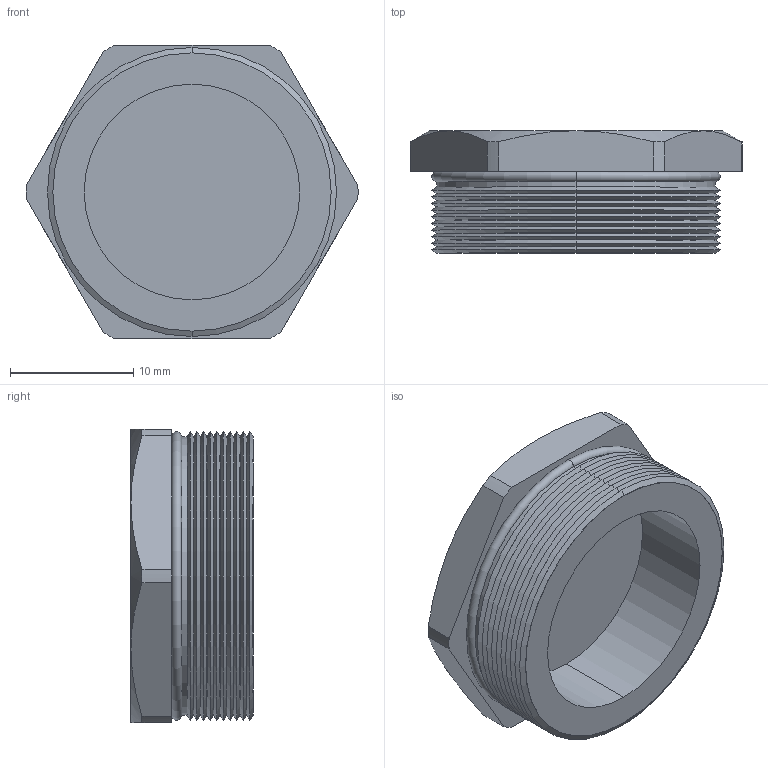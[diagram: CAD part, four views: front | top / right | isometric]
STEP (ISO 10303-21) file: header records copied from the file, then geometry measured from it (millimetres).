
FILE_DESCRIPTION (( 'STEP AP203' ), '1' );
FILE_NAME ('HP-16-SS-B.STEP', '2009-04-01T11:56:41', ( 'BSI00' ), ( '' ), 'SwSTEP 2.0', 'SolidWorks 2007', '' );
FILE_SCHEMA (( 'CONFIG_CONTROL_DESIGN' ));
Length unit declared in the file: inch
Products named in the file (1): HP-16-SS-B
Bounding box: 26.98 x 9.93 x 23.88 mm (x, y, z)
Volume: 2770 mm3; surface area: 2479.2 mm2
Topology: 1 solids, 1 shells, 88 faces, 184 edges, 100 vertices
Faces by surface type: cone 46, cylinder 30, plane 10, torus 2
Entity records: 2421 total; most frequent: CARTESIAN_POINT 445, DIRECTION 440, ORIENTED_EDGE 368, EDGE_CURVE 184, AXIS2_PLACEMENT_3D 179, VERTEX_POINT 100, EDGE_LOOP 90, CIRCLE 90
